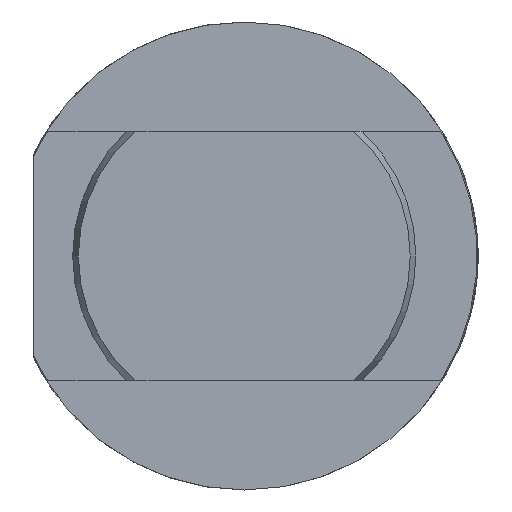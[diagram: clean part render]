
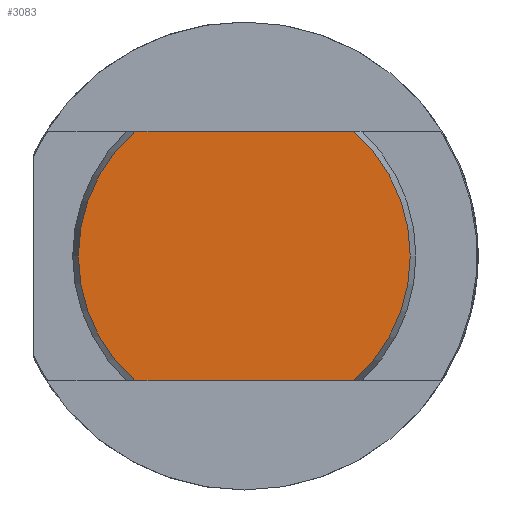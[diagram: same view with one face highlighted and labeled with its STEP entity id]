
A CAD part, left-side view. The second image highlights one B-rep face of the part: STEP entity #3083.
In plain terms, the highlighted planar face has unit normal (-1, 0, 0).
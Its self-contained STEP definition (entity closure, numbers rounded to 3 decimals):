
#52 = VERTEX_POINT ( 'NONE', #229 ) ;
#93 = VERTEX_POINT ( 'NONE', #270 ) ;
#98 = VERTEX_POINT ( 'NONE', #275 ) ;
#103 = VERTEX_POINT ( 'NONE', #280 ) ;
#229 = CARTESIAN_POINT ( 'NONE',  ( 0., 7.009, 8. ) ) ;
#270 = CARTESIAN_POINT ( 'NONE',  ( 0., -7.009, 8. ) ) ;
#275 = CARTESIAN_POINT ( 'NONE',  ( 0., -7.009, -8. ) ) ;
#280 = CARTESIAN_POINT ( 'NONE',  ( 0., 7.009, -8. ) ) ;
#561 = CIRCLE ( 'NONE', #2067, 10.636 ) ;
#812 = CARTESIAN_POINT ( 'NONE',  ( 0., 12.75, -8. ) ) ;
#823 = DIRECTION ( 'NONE',  ( 0., 1., 0. ) ) ;
#941 = CARTESIAN_POINT ( 'NONE',  ( 0., 0., 0. ) ) ;
#948 = DIRECTION ( 'NONE',  ( -1., 0., 0. ) ) ;
#949 = DIRECTION ( 'NONE',  ( 0., 0., -1. ) ) ;
#954 = CARTESIAN_POINT ( 'NONE',  ( 0., 12.75, 8. ) ) ;
#955 = DIRECTION ( 'NONE',  ( 0., -1., 0. ) ) ;
#1095 = CARTESIAN_POINT ( 'NONE',  ( 0., 0., 0. ) ) ;
#1098 = DIRECTION ( 'NONE',  ( -1., 0., 0. ) ) ;
#1099 = DIRECTION ( 'NONE',  ( 0., 0., -1. ) ) ;
#1370 = CARTESIAN_POINT ( 'NONE',  ( 0., 0., 0. ) ) ;
#1371 = PLANE ( 'NONE',  #1992 ) ;
#1373 = DIRECTION ( 'NONE',  ( 1., 0., 0. ) ) ;
#1374 = DIRECTION ( 'NONE',  ( 0., 0., -1. ) ) ;
#1992 = AXIS2_PLACEMENT_3D ( 'NONE', #1370, #1373, #1374 ) ;
#2067 = AXIS2_PLACEMENT_3D ( 'NONE', #1095, #1098, #1099 ) ;
#2090 = AXIS2_PLACEMENT_3D ( 'NONE', #941, #948, #949 ) ;
#2265 = EDGE_CURVE ( 'NONE', #98, #103, #3260, .T. ) ;
#2310 = EDGE_CURVE ( 'NONE', #52, #103, #3249, .T. ) ;
#2313 = EDGE_CURVE ( 'NONE', #52, #93, #3234, .T. ) ;
#2367 = EDGE_CURVE ( 'NONE', #98, #93, #561, .T. ) ;
#2657 = EDGE_LOOP ( 'NONE', ( #2953, #2952, #2951, #2950 ) ) ;
#2950 = ORIENTED_EDGE ( 'NONE', *, *, #2313, .F. ) ;
#2951 = ORIENTED_EDGE ( 'NONE', *, *, #2367, .T. ) ;
#2952 = ORIENTED_EDGE ( 'NONE', *, *, #2265, .F. ) ;
#2953 = ORIENTED_EDGE ( 'NONE', *, *, #2310, .T. ) ;
#3083 = ADVANCED_FACE ( 'NONE', ( #3484 ), #1371, .F. ) ;
#3207 = VECTOR ( 'NONE', #955, 1000. ) ;
#3234 = LINE ( 'NONE', #954, #3207 ) ;
#3249 = CIRCLE ( 'NONE', #2090, 10.636 ) ;
#3260 = LINE ( 'NONE', #812, #3358 ) ;
#3358 = VECTOR ( 'NONE', #823, 1000. ) ;
#3484 = FACE_OUTER_BOUND ( 'NONE', #2657, .T. ) ;
